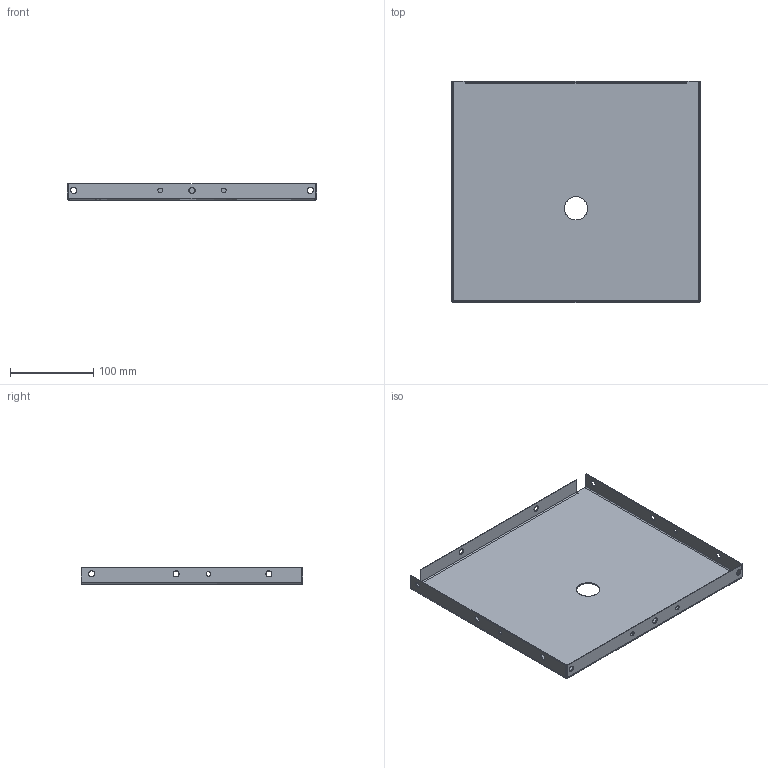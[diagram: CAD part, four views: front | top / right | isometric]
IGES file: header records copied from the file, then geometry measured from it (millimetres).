
Start section: SolidWorks IGES file using analytic representation for surfaces
Global section: file name: D1101815 aLIGO SRM HR BAFFLE PLATE.IGS; native system: SolidWorks 2012; preprocessor: SolidWorks 2012; author: tnguyen; date: 111108.150723; units: inch
Bounding box: 299.97 x 266.95 x 20.27 mm (x, y, z)
Surface area: 199669.2 mm2 (no closed solid volume)
Topology: 0 solids, 0 shells, 110 faces, 1536 edges, 1536 vertices
Faces by surface type: revolution 72, bspline 38
